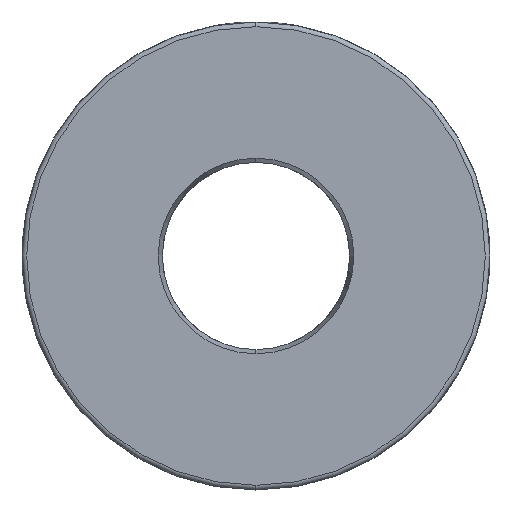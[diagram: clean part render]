
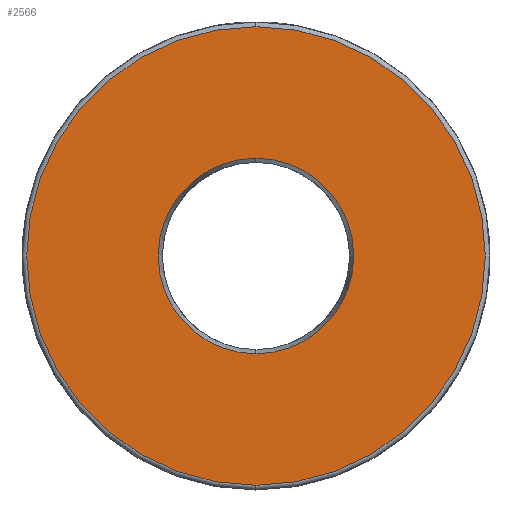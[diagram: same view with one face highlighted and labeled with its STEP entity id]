
A CAD part, front view. The second image highlights one B-rep face of the part: STEP entity #2566.
In plain terms, the highlighted planar face has unit normal (0, -1, 0).
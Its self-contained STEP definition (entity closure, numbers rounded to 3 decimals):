
#33 = ORIENTED_EDGE ( 'NONE', *, *, #3368, .T. ) ;
#235 = CARTESIAN_POINT ( 'NONE',  ( 0., 0., -14.7 ) ) ;
#390 = DIRECTION ( 'NONE',  ( 0., 1., 0. ) ) ;
#442 = DIRECTION ( 'NONE',  ( 0., 0., 1. ) ) ;
#447 = AXIS2_PLACEMENT_3D ( 'NONE', #2228, #2593, #3862 ) ;
#480 = DIRECTION ( 'NONE',  ( 0., 0., 1. ) ) ;
#567 = CARTESIAN_POINT ( 'NONE',  ( 0., 0., 14.7 ) ) ;
#574 = EDGE_CURVE ( 'NONE', #3725, #3911, #1098, .T. ) ;
#587 = CARTESIAN_POINT ( 'NONE',  ( 0., 0., 0. ) ) ;
#588 = AXIS2_PLACEMENT_3D ( 'NONE', #1953, #4291, #3647 ) ;
#930 = PLANE ( 'NONE',  #3785 ) ;
#1098 = CIRCLE ( 'NONE', #588, 14.7 ) ;
#1111 = ORIENTED_EDGE ( 'NONE', *, *, #4095, .T. ) ;
#1360 = AXIS2_PLACEMENT_3D ( 'NONE', #2135, #2995, #480 ) ;
#1539 = VERTEX_POINT ( 'NONE', #1712 ) ;
#1678 = FACE_OUTER_BOUND ( 'NONE', #2235, .T. ) ;
#1712 = CARTESIAN_POINT ( 'NONE',  ( 0., 0., -6.268 ) ) ;
#1953 = CARTESIAN_POINT ( 'NONE',  ( 0., 0., 0. ) ) ;
#1957 = VERTEX_POINT ( 'NONE', #2777 ) ;
#2135 = CARTESIAN_POINT ( 'NONE',  ( 0., 0., 0. ) ) ;
#2228 = CARTESIAN_POINT ( 'NONE',  ( 0., 0., 0. ) ) ;
#2235 = EDGE_LOOP ( 'NONE', ( #1111, #3620 ) ) ;
#2566 = ADVANCED_FACE ( 'NONE', ( #4333, #1678 ), #930, .F. ) ;
#2593 = DIRECTION ( 'NONE',  ( 0., 1., 0. ) ) ;
#2777 = CARTESIAN_POINT ( 'NONE',  ( 0., 0., 6.268 ) ) ;
#2995 = DIRECTION ( 'NONE',  ( 0., 1., 0. ) ) ;
#3006 = CIRCLE ( 'NONE', #447, 6.268 ) ;
#3099 = AXIS2_PLACEMENT_3D ( 'NONE', #587, #3727, #442 ) ;
#3352 = CIRCLE ( 'NONE', #1360, 6.268 ) ;
#3368 = EDGE_CURVE ( 'NONE', #1539, #1957, #3352, .T. ) ;
#3390 = CARTESIAN_POINT ( 'NONE',  ( 15., 0., 0. ) ) ;
#3564 = EDGE_CURVE ( 'NONE', #1957, #1539, #3006, .T. ) ;
#3591 = ORIENTED_EDGE ( 'NONE', *, *, #3564, .T. ) ;
#3620 = ORIENTED_EDGE ( 'NONE', *, *, #574, .T. ) ;
#3647 = DIRECTION ( 'NONE',  ( 0., 0., 1. ) ) ;
#3725 = VERTEX_POINT ( 'NONE', #235 ) ;
#3727 = DIRECTION ( 'NONE',  ( 0., -1., 0. ) ) ;
#3785 = AXIS2_PLACEMENT_3D ( 'NONE', #3390, #390, #4302 ) ;
#3862 = DIRECTION ( 'NONE',  ( 0., 0., 1. ) ) ;
#3911 = VERTEX_POINT ( 'NONE', #567 ) ;
#4095 = EDGE_CURVE ( 'NONE', #3911, #3725, #4292, .T. ) ;
#4127 = EDGE_LOOP ( 'NONE', ( #33, #3591 ) ) ;
#4291 = DIRECTION ( 'NONE',  ( 0., -1., 0. ) ) ;
#4292 = CIRCLE ( 'NONE', #3099, 14.7 ) ;
#4302 = DIRECTION ( 'NONE',  ( 0., 0., 1. ) ) ;
#4333 = FACE_BOUND ( 'NONE', #4127, .T. ) ;
